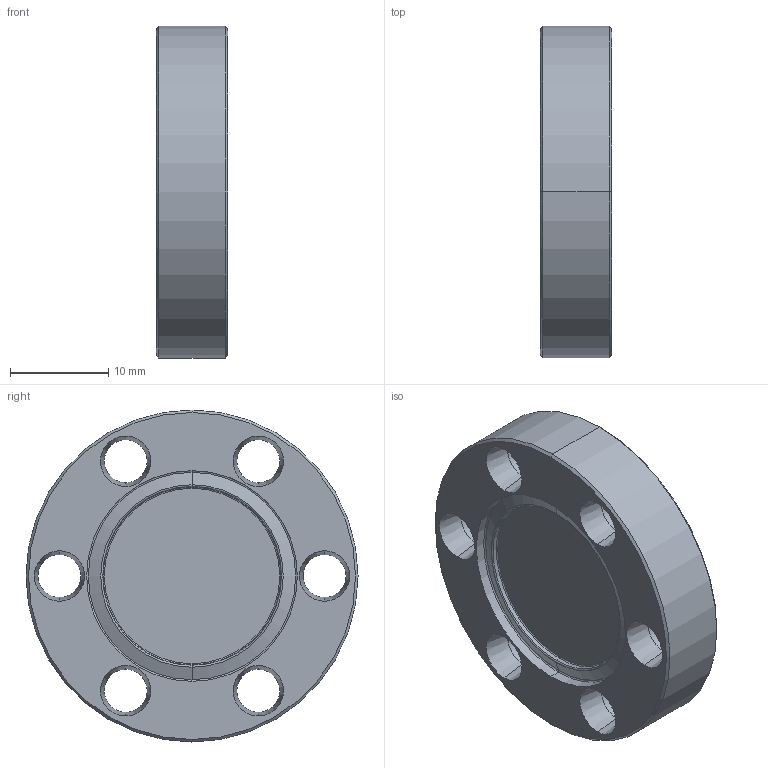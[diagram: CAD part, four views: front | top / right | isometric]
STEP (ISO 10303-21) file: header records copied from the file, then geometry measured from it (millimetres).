
FILE_DESCRIPTION (( 'STEP AP214' ), '1' );
FILE_NAME ('110000.STEP', '2024-02-05T16:43:57', ( '' ), ( '' ), 'SwSTEP 2.0', 'SolidWorks 2022', '' );
FILE_SCHEMA (( 'AUTOMOTIVE_DESIGN' ));
Length unit declared in the file: inch
Products named in the file (1): 110000
Bounding box: 7.24 x 33.78 x 33.78 mm (x, y, z)
Volume: 5309.8 mm3; surface area: 3025.9 mm2
Topology: 1 solids, 1 shells, 57 faces, 124 edges, 70 vertices
Faces by surface type: cone 32, cylinder 16, torus 6, plane 3
Entity records: 1614 total; most frequent: DIRECTION 316, CARTESIAN_POINT 252, ORIENTED_EDGE 248, AXIS2_PLACEMENT_3D 134, EDGE_CURVE 124, CIRCLE 76, EDGE_LOOP 70, VERTEX_POINT 70
